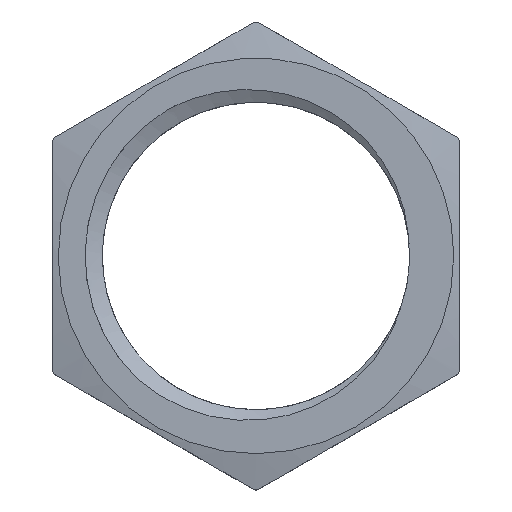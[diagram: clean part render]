
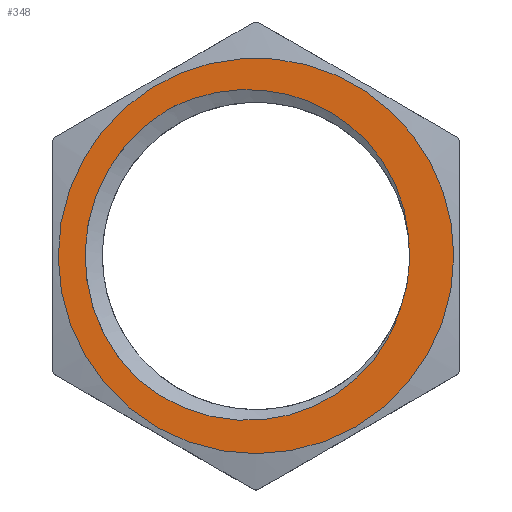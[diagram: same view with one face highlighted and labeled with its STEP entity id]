
A CAD part, top view. The second image highlights one B-rep face of the part: STEP entity #348.
In plain terms, the highlighted planar face has unit normal (0, 0, 1).
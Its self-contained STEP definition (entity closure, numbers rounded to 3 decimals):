
#18=FACE_BOUND('',#134,.T.);
#64=PLANE('',#392);
#66=CIRCLE('',#359,6.8);
#67=CIRCLE('',#361,7.561);
#69=CIRCLE('',#370,8.75);
#110=FACE_OUTER_BOUND('',#133,.T.);
#133=EDGE_LOOP('',(#322));
#134=EDGE_LOOP('',(#323,#324,#325,#326));
#137=B_SPLINE_CURVE_WITH_KNOTS('',3,(#671,#672,#673,#674,#675,#676,#677,
#678,#679,#680,#681,#682,#683,#684,#685,#686),.UNSPECIFIED.,.F.,.F.,(4,
3,3,3,3,4),(-1.431,-1.388,-1.054,-0.711,
-0.36,0.),.UNSPECIFIED.);
#142=B_SPLINE_CURVE_WITH_KNOTS('',3,(#997,#998,#999,#1000,#1001,#1002,#1003,
#1004,#1005,#1006,#1007,#1008,#1009,#1010,#1011,#1012),.UNSPECIFIED.,.F.,
 .F.,(4,3,3,3,3,4),(-1.428,-1.38,-1.022,
-0.673,-0.332,0.),.UNSPECIFIED.);
#145=VERTEX_POINT('',#638);
#146=VERTEX_POINT('',#670);
#148=VERTEX_POINT('',#721);
#150=VERTEX_POINT('',#911);
#175=VERTEX_POINT('',#1095);
#179=EDGE_CURVE('',#145,#146,#137,.T.);
#183=EDGE_CURVE('',#148,#145,#66,.T.);
#186=EDGE_CURVE('',#150,#148,#142,.T.);
#187=EDGE_CURVE('',#150,#146,#67,.T.);
#213=EDGE_CURVE('',#175,#175,#69,.T.);
#322=ORIENTED_EDGE('',*,*,#213,.F.);
#323=ORIENTED_EDGE('',*,*,#187,.T.);
#324=ORIENTED_EDGE('',*,*,#179,.F.);
#325=ORIENTED_EDGE('',*,*,#183,.F.);
#326=ORIENTED_EDGE('',*,*,#186,.F.);
#348=ADVANCED_FACE('',(#110,#18),#64,.T.);
#359=AXIS2_PLACEMENT_3D('',#753,#399,#400);
#361=AXIS2_PLACEMENT_3D('',#1014,#403,#404);
#370=AXIS2_PLACEMENT_3D('',#1096,#433,#434);
#392=AXIS2_PLACEMENT_3D('',#1119,#477,#478);
#399=DIRECTION('center_axis',(0.,0.,1.));
#400=DIRECTION('ref_axis',(-1.,0.,0.));
#403=DIRECTION('center_axis',(0.,0.,-1.));
#404=DIRECTION('ref_axis',(-1.,0.,0.));
#433=DIRECTION('center_axis',(0.,0.,-1.));
#434=DIRECTION('ref_axis',(-1.,0.,0.));
#477=DIRECTION('center_axis',(0.,0.,1.));
#478=DIRECTION('ref_axis',(1.,0.,0.));
#638=CARTESIAN_POINT('',(6.739,0.906,3.));
#670=CARTESIAN_POINT('',(-3.925,6.462,3.));
#671=CARTESIAN_POINT('Ctrl Pts',(6.74,0.906,3.));
#672=CARTESIAN_POINT('Ctrl Pts',(6.728,1.052,3.));
#673=CARTESIAN_POINT('Ctrl Pts',(6.713,1.197,3.));
#674=CARTESIAN_POINT('Ctrl Pts',(6.692,1.341,3.));
#675=CARTESIAN_POINT('Ctrl Pts',(6.536,2.437,3.));
#676=CARTESIAN_POINT('Ctrl Pts',(6.106,3.496,3.));
#677=CARTESIAN_POINT('Ctrl Pts',(5.461,4.394,3.));
#678=CARTESIAN_POINT('Ctrl Pts',(4.799,5.316,3.));
#679=CARTESIAN_POINT('Ctrl Pts',(3.905,6.076,3.));
#680=CARTESIAN_POINT('Ctrl Pts',(2.891,6.587,3.));
#681=CARTESIAN_POINT('Ctrl Pts',(1.851,7.111,3.));
#682=CARTESIAN_POINT('Ctrl Pts',(0.679,7.378,3.));
#683=CARTESIAN_POINT('Ctrl Pts',(-0.488,7.361,3.));
#684=CARTESIAN_POINT('Ctrl Pts',(-1.682,7.344,3.));
#685=CARTESIAN_POINT('Ctrl Pts',(-2.87,7.032,3.));
#686=CARTESIAN_POINT('Ctrl Pts',(-3.925,6.462,3.));
#721=CARTESIAN_POINT('',(6.372,-2.373,3.));
#753=CARTESIAN_POINT('Origin',(0.,0.,3.));
#911=CARTESIAN_POINT('',(-5.256,-5.435,3.));
#997=CARTESIAN_POINT('Ctrl Pts',(-5.256,-5.435,3.));
#998=CARTESIAN_POINT('Ctrl Pts',(-5.135,-5.542,3.));
#999=CARTESIAN_POINT('Ctrl Pts',(-5.01,-5.644,3.));
#1000=CARTESIAN_POINT('Ctrl Pts',(-4.882,-5.742,3.));
#1001=CARTESIAN_POINT('Ctrl Pts',(-3.936,-6.467,3.));
#1002=CARTESIAN_POINT('Ctrl Pts',(-2.81,-6.963,3.));
#1003=CARTESIAN_POINT('Ctrl Pts',(-1.64,-7.168,3.));
#1004=CARTESIAN_POINT('Ctrl Pts',(-0.495,-7.367,
3.));
#1005=CARTESIAN_POINT('Ctrl Pts',(0.701,-7.289,3.));
#1006=CARTESIAN_POINT('Ctrl Pts',(1.807,-6.937,3.));
#1007=CARTESIAN_POINT('Ctrl Pts',(2.885,-6.594,3.));
#1008=CARTESIAN_POINT('Ctrl Pts',(3.884,-5.988,3.));
#1009=CARTESIAN_POINT('Ctrl Pts',(4.682,-5.183,3.));
#1010=CARTESIAN_POINT('Ctrl Pts',(5.458,-4.4,3.));
#1011=CARTESIAN_POINT('Ctrl Pts',(6.045,-3.43,3.));
#1012=CARTESIAN_POINT('Ctrl Pts',(6.372,-2.373,3.));
#1014=CARTESIAN_POINT('Origin',(0.,0.,3.));
#1095=CARTESIAN_POINT('',(8.75,0.,3.));
#1096=CARTESIAN_POINT('Origin',(0.,0.,3.));
#1119=CARTESIAN_POINT('Origin',(8.963,-5.175,3.));
